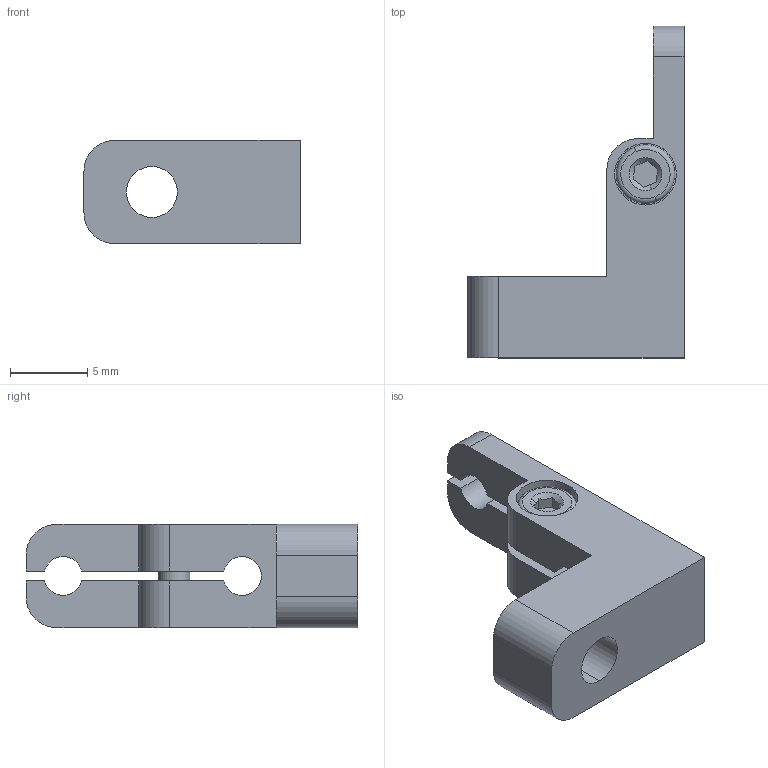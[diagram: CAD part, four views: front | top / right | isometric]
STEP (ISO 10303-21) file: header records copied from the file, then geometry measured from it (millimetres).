
FILE_DESCRIPTION (( 'STEP AP203' ), '1' );
FILE_NAME ('1.8.3.8-ZFJ-CM25.STEP', '2024-05-31T07:40:04', ( '' ), ( '' ), 'SwSTEP 2.0', 'SolidWorks 2021', '' );
FILE_SCHEMA (( 'CONFIG_CONTROL_DESIGN' ));
Length unit declared in the file: millimetre
Products named in the file (3): 30.1.圆柱头内六角不锈钢螺丝_30.1.16-M2*4; 可安装接杆的插芯夹具主体，M4螺孔_1.8.3.8.1-ZFJ-CM25; 1.8.3.8-ZFJ-CM25
Assembly tree (2 placements, depth 2):
  1.8.3.8-ZFJ-CM25
    可安装接杆的插芯夹具主体，M4螺孔_1.8.3.8.1-ZFJ-CM25
    30.1.圆柱头内六角不锈钢螺丝_30.1.16-M2*4
Bounding box: 14 x 21.5 x 6.7 mm (x, y, z)
Volume: 766.3 mm3; surface area: 948.9 mm2
Topology: 2 solids, 2 shells, 60 faces, 153 edges, 100 vertices
Faces by surface type: plane 28, cylinder 24, torus 4, cone 4
Entity records: 2170 total; most frequent: CARTESIAN_POINT 358, DIRECTION 335, ORIENTED_EDGE 306, EDGE_CURVE 153, AXIS2_PLACEMENT_3D 125, VERTEX_POINT 100, VECTOR 85, LINE 85
